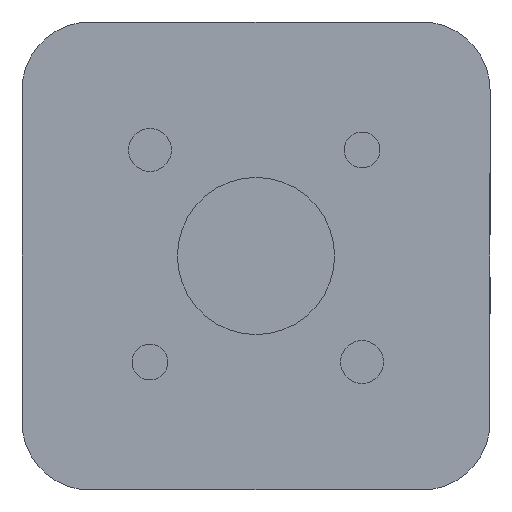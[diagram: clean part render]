
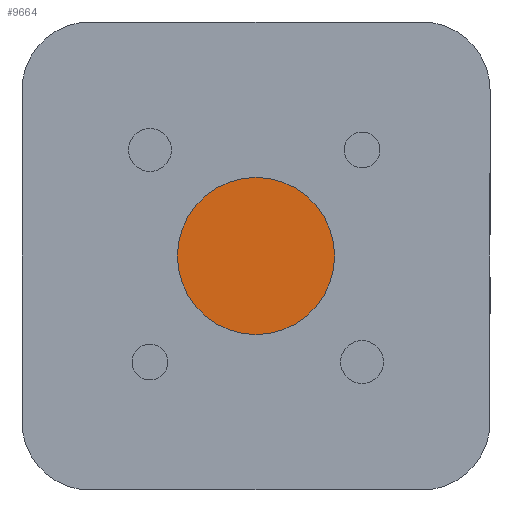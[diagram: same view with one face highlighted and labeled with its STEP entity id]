
A CAD part, left-side view. The second image highlights one B-rep face of the part: STEP entity #9664.
In plain terms, the highlighted planar face has unit normal (-1, 0, 0).
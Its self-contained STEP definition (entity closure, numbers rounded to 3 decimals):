
#1159 = EDGE_LOOP ( 'NONE', ( #10434, #10454 ) ) ;
#1714 = VERTEX_POINT ( 'NONE', #2287 ) ;
#1803 = VERTEX_POINT ( 'NONE', #2376 ) ;
#2287 = CARTESIAN_POINT ( 'NONE',  ( -19.821, 0., -11. ) ) ;
#2376 = CARTESIAN_POINT ( 'NONE',  ( -19.821, 0., 11. ) ) ;
#3583 = EDGE_CURVE ( 'NONE', #1714, #1803, #7870, .T. ) ;
#3596 = EDGE_CURVE ( 'NONE', #1803, #1714, #3824, .T. ) ;
#3824 = CIRCLE ( 'NONE', #7987, 11. ) ;
#3934 = FACE_OUTER_BOUND ( 'NONE', #1159, .T. ) ;
#7870 = CIRCLE ( 'NONE', #7978, 11. ) ;
#7978 = AXIS2_PLACEMENT_3D ( 'NONE', #8896, #8902, #8903 ) ;
#7987 = AXIS2_PLACEMENT_3D ( 'NONE', #8932, #8939, #8940 ) ;
#8029 = AXIS2_PLACEMENT_3D ( 'NONE', #9127, #9130, #9131 ) ;
#8896 = CARTESIAN_POINT ( 'NONE',  ( -19.821, 0., 0. ) ) ;
#8902 = DIRECTION ( 'NONE',  ( -1., 0., 0. ) ) ;
#8903 = DIRECTION ( 'NONE',  ( 0., 0., 1. ) ) ;
#8932 = CARTESIAN_POINT ( 'NONE',  ( -19.821, 0., 0. ) ) ;
#8939 = DIRECTION ( 'NONE',  ( -1., 0., 0. ) ) ;
#8940 = DIRECTION ( 'NONE',  ( 0., 0., 1. ) ) ;
#9127 = CARTESIAN_POINT ( 'NONE',  ( -19.821, 11., 0. ) ) ;
#9128 = PLANE ( 'NONE',  #8029 ) ;
#9130 = DIRECTION ( 'NONE',  ( 1., 0., 0. ) ) ;
#9131 = DIRECTION ( 'NONE',  ( 0., 0., -1. ) ) ;
#9664 = ADVANCED_FACE ( 'NONE', ( #3934 ), #9128, .F. ) ;
#10434 = ORIENTED_EDGE ( 'NONE', *, *, #3596, .T. ) ;
#10454 = ORIENTED_EDGE ( 'NONE', *, *, #3583, .T. ) ;
